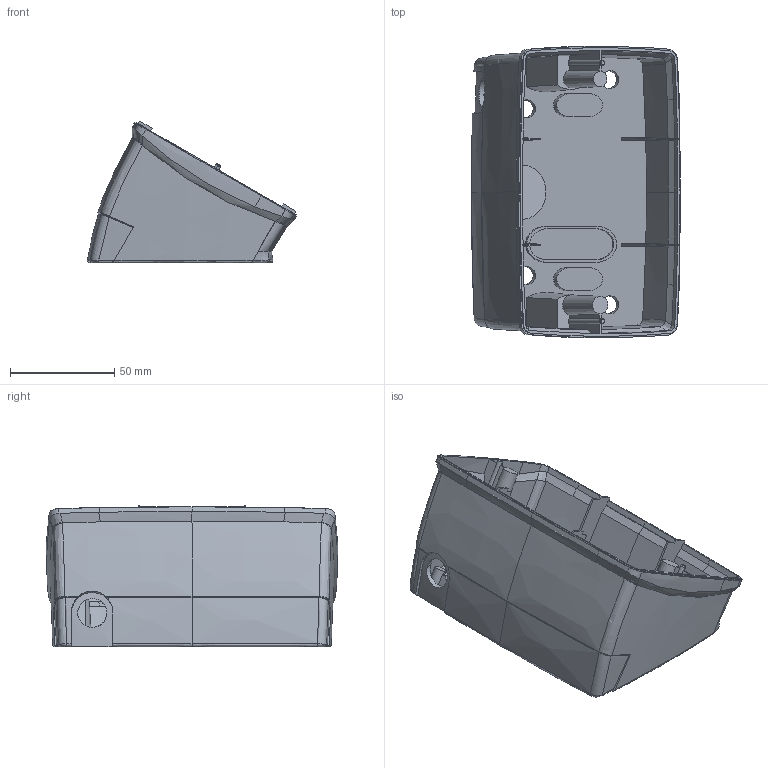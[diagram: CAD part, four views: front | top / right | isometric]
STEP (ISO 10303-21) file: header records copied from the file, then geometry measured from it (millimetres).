
FILE_DESCRIPTION((''),'2;1');
FILE_NAME('50054535EXXX_TAB_CONSOLLE_DA_TA','2021-03-17T22:29:52',('user'),('Axiro Italia'),'CREO PARAMETRIC BY PTC INC, 2020354','CREO PARAMETRIC BY PTC INC, 2020354','');
FILE_SCHEMA(('CONFIG_CONTROL_DESIGN'));
Length unit declared in the file: millimetre
Products named in the file (1): 50054535EXXX_TAB_CONSOLLE_DA_TA
Bounding box: 100.32 x 140.08 x 68.13 mm (x, y, z)
Volume: 72308.2 mm3; surface area: 73343.7 mm2
Topology: 1 solids, 1 shells, 320 faces, 955 edges, 649 vertices
Faces by surface type: bspline 156, plane 87, cone 28, cylinder 27, extrusion 22
Entity records: 26428 total; most frequent: CARTESIAN_POINT 19217, ORIENTED_EDGE 1910, EDGE_CURVE 955, DIRECTION 798, VERTEX_POINT 649, B_SPLINE_CURVE_WITH_KNOTS 567, VECTOR 350, EDGE_LOOP 342
